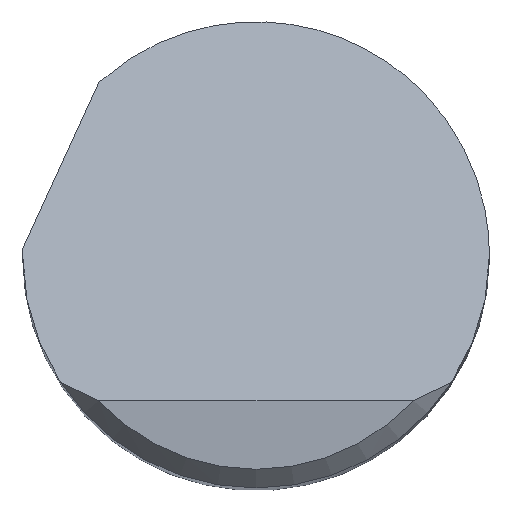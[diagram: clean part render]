
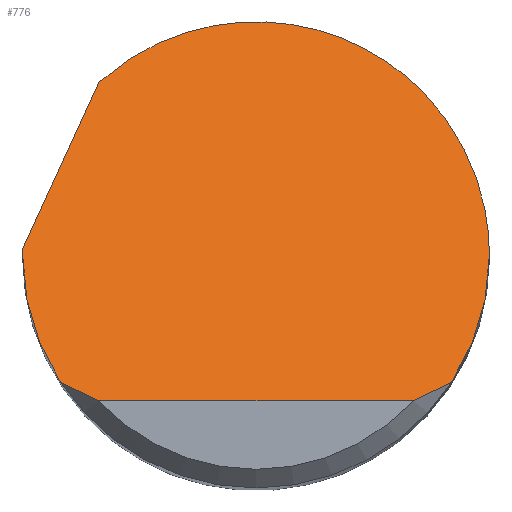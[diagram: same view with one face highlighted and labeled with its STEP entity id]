
A CAD part, top view. The second image highlights one B-rep face of the part: STEP entity #776.
In plain terms, the highlighted planar face has unit normal (0, 0.707, 0.707).
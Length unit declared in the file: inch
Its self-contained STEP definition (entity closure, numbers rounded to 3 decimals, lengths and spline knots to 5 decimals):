
#2 = EDGE_CURVE ( 'NONE', #243, #65, #854, .T. ) ;
#27 = FACE_OUTER_BOUND ( 'NONE', #659, .T. ) ;
#30 = CARTESIAN_POINT ( 'NONE',  ( 0.1875, 0.18969, 2.19281 ) ) ;
#33 = CARTESIAN_POINT ( 'NONE',  ( -0.12629, -0.1175, 2.5 ) ) ;
#47 = CARTESIAN_POINT ( 'NONE',  ( 0.157, -0.1025, 2.485 ) ) ;
#58 = CARTESIAN_POINT ( 'NONE',  ( -0.1875, 0., 2.3825 ) ) ;
#65 = VERTEX_POINT ( 'NONE', #58 ) ;
#67 = EDGE_CURVE ( 'NONE', #588, #715, #688, .T. ) ;
#73 = ORIENTED_EDGE ( 'NONE', *, *, #2, .F. ) ;
#90 = CARTESIAN_POINT ( 'NONE',  ( -0.1875, 0., 2.3825 ) ) ;
#103 = CARTESIAN_POINT ( 'NONE',  ( 0.17704, -0.0718, 2.4543 ) ) ;
#114 = DIRECTION ( 'NONE',  ( 1., 0., 0. ) ) ;
#121 = CARTESIAN_POINT ( 'NONE',  ( 0.14711, -0.10785, 2.49035 ) ) ;
#135 = ORIENTED_EDGE ( 'NONE', *, *, #400, .T. ) ;
#147 = EDGE_CURVE ( 'NONE', #65, #588, #474, .T. ) ;
#152 = AXIS2_PLACEMENT_3D ( 'NONE', #788, #156, #582 ) ;
#156 = DIRECTION ( 'NONE',  ( 0., -0.707, -0.707 ) ) ;
#184 = VERTEX_POINT ( 'NONE', #348 ) ;
#203 = ORIENTED_EDGE ( 'NONE', *, *, #384, .F. ) ;
#229 = CARTESIAN_POINT ( 'NONE',  ( -0.1369, -0.11288, 2.49538 ) ) ;
#233 = CARTESIAN_POINT ( 'NONE',  ( 0.157, -0.1025, 2.485 ) ) ;
#242 = CARTESIAN_POINT ( 'NONE',  ( 0.12629, -0.1175, 2.5 ) ) ;
#243 = VERTEX_POINT ( 'NONE', #547 ) ;
#249 = B_SPLINE_CURVE_WITH_KNOTS ( 'NONE', 3,
 ( #650, #858, #229, #33 ),
 .UNSPECIFIED., .F., .F.,
 ( 4, 4 ),
 ( 0., 0.00095 ),
 .UNSPECIFIED. ) ;
#252 = CARTESIAN_POINT ( 'NONE',  ( -0.1875, -0.03666, 2.41916 ) ) ;
#263 = DIRECTION ( 'NONE',  ( 0.308, 0.673, -0.673 ) ) ;
#286 = VERTEX_POINT ( 'NONE', #428 ) ;
#301 = CARTESIAN_POINT ( 'NONE',  ( 0.014, 0.26635, 2.11615 ) ) ;
#348 = CARTESIAN_POINT ( 'NONE',  ( 0.12629, -0.1175, 2.5 ) ) ;
#350 = CARTESIAN_POINT ( 'NONE',  ( -0.1875, 0., 2.3825 ) ) ;
#384 = EDGE_CURVE ( 'NONE', #715, #826, #723, .T. ) ;
#385 = LINE ( 'NONE', #658, #731 ) ;
#400 = EDGE_CURVE ( 'NONE', #243, #890, #249, .T. ) ;
#407 = CARTESIAN_POINT ( 'NONE',  ( -0.23821, -0.10589, 2.48839 ) ) ;
#413 = EDGE_CURVE ( 'NONE', #826, #286, #566, .T. ) ;
#428 = CARTESIAN_POINT ( 'NONE',  ( 0.157, -0.1025, 2.485 ) ) ;
#450 = ORIENTED_EDGE ( 'NONE', *, *, #67, .F. ) ;
#457 = ORIENTED_EDGE ( 'NONE', *, *, #413, .F. ) ;
#474 =( BOUNDED_CURVE ( )  B_SPLINE_CURVE ( 3, ( #90, #523, #642, #863 ),
 .UNSPECIFIED., .F., .F. ) 
 B_SPLINE_CURVE_WITH_KNOTS ( ( 4, 4 ),
 ( 4.71239, 4.73906 ),
 .UNSPECIFIED. ) 
 CURVE ( )  GEOMETRIC_REPRESENTATION_ITEM ( )  RATIONAL_B_SPLINE_CURVE ( ( 1., 1., 1., 1. ) ) 
 REPRESENTATION_ITEM ( '' )  );
#481 = VECTOR ( 'NONE', #263, 39.37008 ) ;
#500 = ORIENTED_EDGE ( 'NONE', *, *, #147, .F. ) ;
#507 = PLANE ( 'NONE',  #152 ) ;
#523 = CARTESIAN_POINT ( 'NONE',  ( -0.1875, 0.00167, 2.38083 ) ) ;
#539 = CARTESIAN_POINT ( 'NONE',  ( -0.157, -0.1025, 2.485 ) ) ;
#541 = ORIENTED_EDGE ( 'NONE', *, *, #781, .T. ) ;
#547 = CARTESIAN_POINT ( 'NONE',  ( -0.157, -0.1025, 2.485 ) ) ;
#566 =( BOUNDED_CURVE ( )  B_SPLINE_CURVE ( 3, ( #578, #862, #103, #233 ),
 .UNSPECIFIED., .F., .T. ) 
 B_SPLINE_CURVE_WITH_KNOTS ( ( 4, 4 ),
 ( 1.5708, 2.14917 ),
 .UNSPECIFIED. ) 
 CURVE ( )  GEOMETRIC_REPRESENTATION_ITEM ( )  RATIONAL_B_SPLINE_CURVE ( ( 1., 0.972, 0.972, 1. ) ) 
 REPRESENTATION_ITEM ( '' )  );
#578 = CARTESIAN_POINT ( 'NONE',  ( 0.1875, 0., 2.3825 ) ) ;
#582 = DIRECTION ( 'NONE',  ( 0., 0.707, -0.707 ) ) ;
#584 = CARTESIAN_POINT ( 'NONE',  ( 0.1875, 0., 2.3825 ) ) ;
#588 = VERTEX_POINT ( 'NONE', #841 ) ;
#642 = CARTESIAN_POINT ( 'NONE',  ( -0.18748, 0.00333, 2.37917 ) ) ;
#646 = ORIENTED_EDGE ( 'NONE', *, *, #840, .T. ) ;
#650 = CARTESIAN_POINT ( 'NONE',  ( -0.157, -0.1025, 2.485 ) ) ;
#658 = CARTESIAN_POINT ( 'NONE',  ( 0., -0.1175, 2.5 ) ) ;
#659 = EDGE_LOOP ( 'NONE', ( #541, #646, #457, #203, #450, #500, #73, #135 ) ) ;
#661 = CARTESIAN_POINT ( 'NONE',  ( 0.1369, -0.11288, 2.49538 ) ) ;
#688 = LINE ( 'NONE', #407, #481 ) ;
#715 = VERTEX_POINT ( 'NONE', #783 ) ;
#723 =( BOUNDED_CURVE ( )  B_SPLINE_CURVE ( 3, ( #730, #301, #30, #584 ),
 .UNSPECIFIED., .F., .T. ) 
 B_SPLINE_CURVE_WITH_KNOTS ( ( 4, 4 ),
 ( 5.54449, 7.85398 ),
 .UNSPECIFIED. ) 
 CURVE ( )  GEOMETRIC_REPRESENTATION_ITEM ( )  RATIONAL_B_SPLINE_CURVE ( ( 1., 0.603, 0.603, 1. ) ) 
 REPRESENTATION_ITEM ( '' )  );
#730 = CARTESIAN_POINT ( 'NONE',  ( -0.12625, 0.13863, 2.24387 ) ) ;
#731 = VECTOR ( 'NONE', #114, 39.37008 ) ;
#752 = CARTESIAN_POINT ( 'NONE',  ( -0.17704, -0.0718, 2.4543 ) ) ;
#767 = B_SPLINE_CURVE_WITH_KNOTS ( 'NONE', 3,
 ( #242, #661, #121, #47 ),
 .UNSPECIFIED., .F., .F.,
 ( 4, 4 ),
 ( 0., 0.00095 ),
 .UNSPECIFIED. ) ;
#776 = ADVANCED_FACE ( 'NONE', ( #27 ), #507, .F. ) ;
#781 = EDGE_CURVE ( 'NONE', #890, #184, #385, .T. ) ;
#783 = CARTESIAN_POINT ( 'NONE',  ( -0.12625, 0.13863, 2.24387 ) ) ;
#788 = CARTESIAN_POINT ( 'NONE',  ( -0.1875, -0.1175, 2.5 ) ) ;
#807 = CARTESIAN_POINT ( 'NONE',  ( 0.1875, 0., 2.3825 ) ) ;
#826 = VERTEX_POINT ( 'NONE', #807 ) ;
#840 = EDGE_CURVE ( 'NONE', #184, #286, #767, .T. ) ;
#841 = CARTESIAN_POINT ( 'NONE',  ( -0.18743, 0.005, 2.3775 ) ) ;
#854 =( BOUNDED_CURVE ( )  B_SPLINE_CURVE ( 3, ( #539, #752, #252, #350 ),
 .UNSPECIFIED., .F., .T. ) 
 B_SPLINE_CURVE_WITH_KNOTS ( ( 4, 4 ),
 ( 4.13401, 4.71239 ),
 .UNSPECIFIED. ) 
 CURVE ( )  GEOMETRIC_REPRESENTATION_ITEM ( )  RATIONAL_B_SPLINE_CURVE ( ( 1., 0.972, 0.972, 1. ) ) 
 REPRESENTATION_ITEM ( '' )  );
#858 = CARTESIAN_POINT ( 'NONE',  ( -0.14711, -0.10785, 2.49035 ) ) ;
#862 = CARTESIAN_POINT ( 'NONE',  ( 0.1875, -0.03666, 2.41916 ) ) ;
#863 = CARTESIAN_POINT ( 'NONE',  ( -0.18743, 0.005, 2.3775 ) ) ;
#881 = CARTESIAN_POINT ( 'NONE',  ( -0.12629, -0.1175, 2.5 ) ) ;
#890 = VERTEX_POINT ( 'NONE', #881 ) ;
